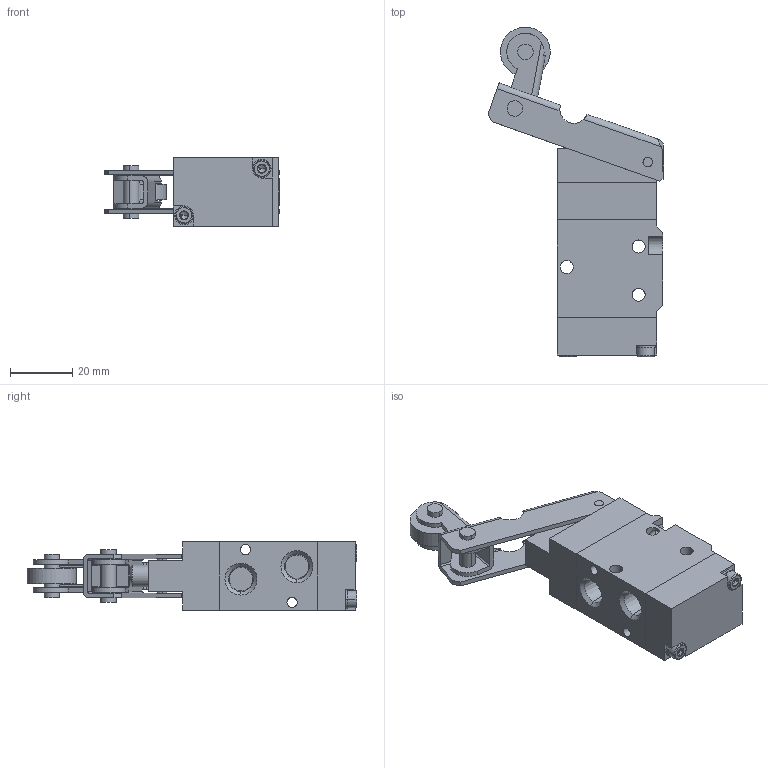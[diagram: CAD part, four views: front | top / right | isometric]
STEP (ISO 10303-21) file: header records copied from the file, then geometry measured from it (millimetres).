
FILE_DESCRIPTION (( 'STEP AP203' ), '1' );
FILE_NAME ('7001000600U.step', '2024-02-07T21:26:04', ( '' ), ( '' ), 'SwSTEP 2.0', 'SolidWorks 2023', '' );
FILE_SCHEMA (( 'CONFIG_CONTROL_DESIGN' ));
Length unit declared in the file: inch
Products named in the file (1): 7001000600U
Bounding box: 56.46 x 106.1 x 22 mm (x, y, z)
Volume: 46142.2 mm3; surface area: 20179.8 mm2
Topology: 9 solids, 9 shells, 260 faces, 654 edges, 418 vertices
Faces by surface type: plane 132, cylinder 86, cone 28, bspline 14
Entity records: 8435 total; most frequent: CARTESIAN_POINT 2051, DIRECTION 1318, ORIENTED_EDGE 1300, EDGE_CURVE 650, AXIS2_PLACEMENT_3D 473, VERTEX_POINT 418, VECTOR 372, LINE 372
